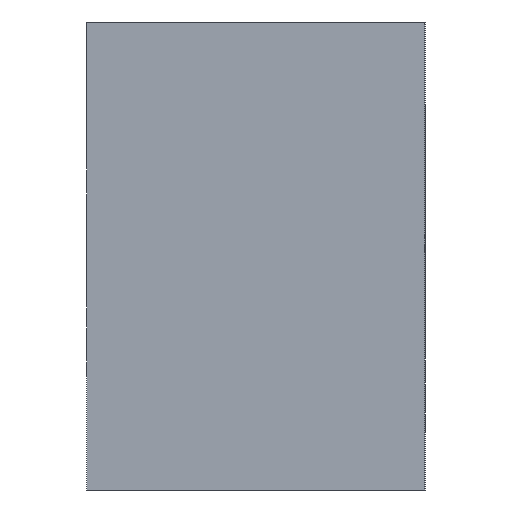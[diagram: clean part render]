
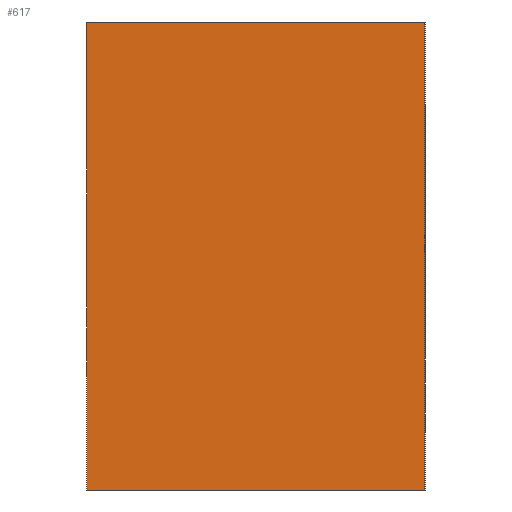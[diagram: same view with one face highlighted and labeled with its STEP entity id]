
A CAD part, left-side view. The second image highlights one B-rep face of the part: STEP entity #617.
In plain terms, the highlighted planar face has unit normal (-1, 0, 0).
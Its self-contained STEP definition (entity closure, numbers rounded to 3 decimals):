
#45=PLANE('',#704);
#78=FACE_OUTER_BOUND('',#118,.T.);
#118=EDGE_LOOP('',(#541,#542,#543,#544));
#174=LINE('',#1058,#224);
#175=LINE('',#1061,#225);
#176=LINE('',#1063,#226);
#177=LINE('',#1064,#227);
#224=VECTOR('',#880,10.);
#225=VECTOR('',#883,10.);
#226=VECTOR('',#884,10.);
#227=VECTOR('',#885,10.);
#318=VERTEX_POINT('',#1054);
#319=VERTEX_POINT('',#1056);
#320=VERTEX_POINT('',#1060);
#321=VERTEX_POINT('',#1062);
#400=EDGE_CURVE('',#318,#319,#174,.T.);
#401=EDGE_CURVE('',#320,#318,#175,.T.);
#402=EDGE_CURVE('',#321,#319,#176,.T.);
#403=EDGE_CURVE('',#320,#321,#177,.T.);
#541=ORIENTED_EDGE('',*,*,#401,.T.);
#542=ORIENTED_EDGE('',*,*,#400,.T.);
#543=ORIENTED_EDGE('',*,*,#402,.F.);
#544=ORIENTED_EDGE('',*,*,#403,.F.);
#617=ADVANCED_FACE('',(#78),#45,.T.);
#704=AXIS2_PLACEMENT_3D('',#1059,#881,#882);
#880=DIRECTION('',(0.,0.,-1.));
#881=DIRECTION('center_axis',(-1.,0.,0.));
#882=DIRECTION('ref_axis',(0.,1.,0.));
#883=DIRECTION('',(0.,1.,0.));
#884=DIRECTION('',(0.,1.,0.));
#885=DIRECTION('',(0.,0.,-1.));
#1054=CARTESIAN_POINT('',(-47.82,-88.,0.));
#1056=CARTESIAN_POINT('',(-47.82,-88.,-18.));
#1058=CARTESIAN_POINT('',(-47.82,-88.,0.));
#1059=CARTESIAN_POINT('Origin',(-47.82,-101.,0.));
#1060=CARTESIAN_POINT('',(-47.82,-101.,0.));
#1061=CARTESIAN_POINT('',(-47.82,-101.,0.));
#1062=CARTESIAN_POINT('',(-47.82,-101.,-18.));
#1063=CARTESIAN_POINT('',(-47.82,-101.,-18.));
#1064=CARTESIAN_POINT('',(-47.82,-101.,0.));
